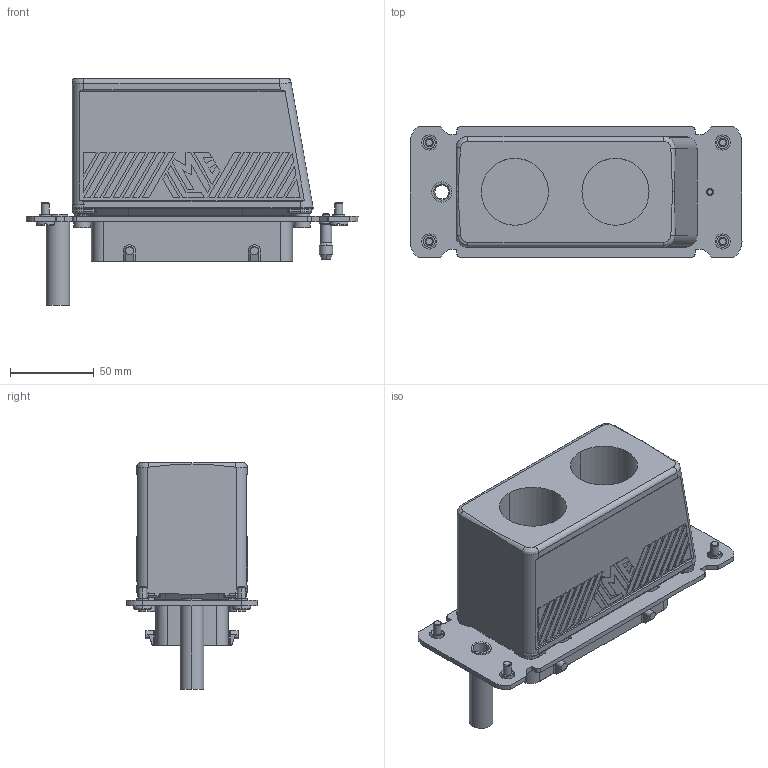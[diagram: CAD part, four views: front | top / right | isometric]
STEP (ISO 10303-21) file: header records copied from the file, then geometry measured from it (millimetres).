
FILE_DESCRIPTION(('Creo Elements/Direct Modeling STEP Export'),'2;1');
FILE_NAME('0ln7uvk52dl56a72288','2020-04-27T10:20:50',(''),(''),'Creo Elements/Direct Modeling STEP processor for AP214 (Solid Model)','Creo Elements/Direct Modeling 20.1B 02-Apr-2019 (C) Parametric Technology GmbH','');
FILE_SCHEMA(('AUTOMOTIVE_DESIGN { 1 0 10303 214 1 1 1 1 }'));
Products named in the file (2): MBV 24.240D
Assembly tree (1 placements, depth 2):
  MBV 24.240D
    MBV 24.240D
Bounding box: 198 x 78 x 135.21 mm (x, y, z)
Volume: 716557.9 mm3; surface area: 100493.6 mm2
Topology: 1 solids, 5 shells, 927 faces, 2312 edges, 1453 vertices
Faces by surface type: plane 475, cylinder 232, bspline 154, cone 46, torus 12, sphere 8
Entity records: 54501 total; most frequent: CARTESIAN_POINT 33778, ORIENTED_EDGE 4614, DIRECTION 3710, EDGE_CURVE 2305, VERTEX_POINT 1453, VECTOR 1360, LINE 1360, AXIS2_PLACEMENT_3D 1175
